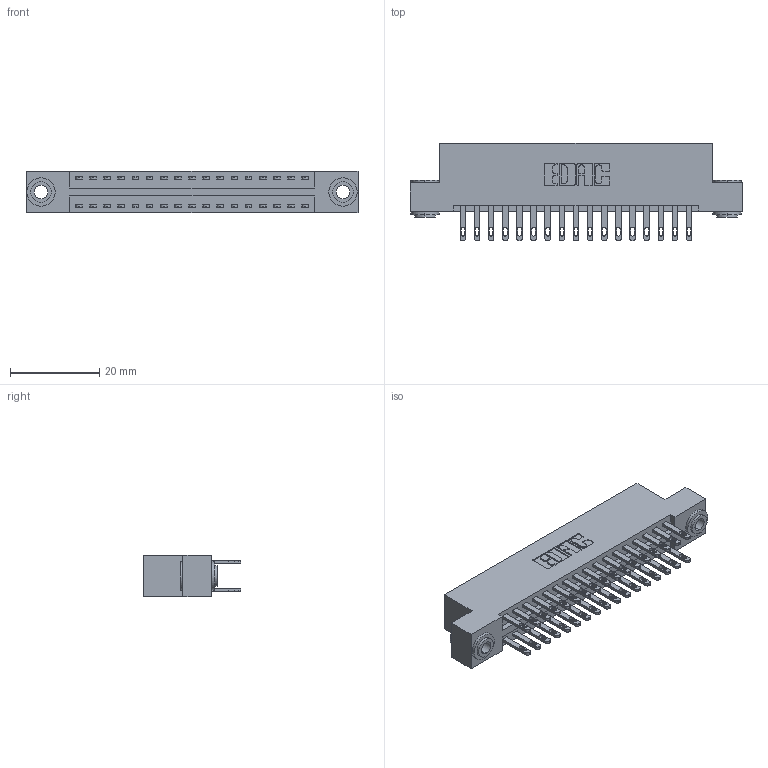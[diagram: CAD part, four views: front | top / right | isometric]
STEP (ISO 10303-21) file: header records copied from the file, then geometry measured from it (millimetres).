
FILE_DESCRIPTION (( 'STEP AP203' ), '1' );
FILE_NAME ('346-034-500-203.STEP', '2022-05-19T18:58:14', ( '' ), ( '' ), 'SwSTEP 2.0', 'SolidWorks 2020', '' );
FILE_SCHEMA (( 'CONFIG_CONTROL_DESIGN' ));
Length unit declared in the file: inch
Products named in the file (4): 345-250-002_345-250-002-102; 346-034-500-203; 346 Part_Flush Mounting Lugs - 0.156 Dia-TH; 345-292-001_345-293-100
Assembly tree (37 placements, depth 2):
  346-034-500-203
    346 Part_Flush Mounting Lugs - 0.156 Dia-TH
    345-292-001_345-293-100  x34
    345-250-002_345-250-002-102  x2
Bounding box: 74.55 x 21.84 x 9.4 mm (x, y, z)
Volume: 7180.5 mm3; surface area: 10081.7 mm2
Topology: 37 solids, 37 shells, 1806 faces, 5439 edges, 3622 vertices
Faces by surface type: plane 1086, cylinder 712, cone 8
Entity records: 15456 total; most frequent: CARTESIAN_POINT 2561, ORIENTED_EDGE 2486, DIRECTION 2341, EDGE_CURVE 1243, LINE 1015, VECTOR 1015, VERTEX_POINT 826, AXIS2_PLACEMENT_3D 663
